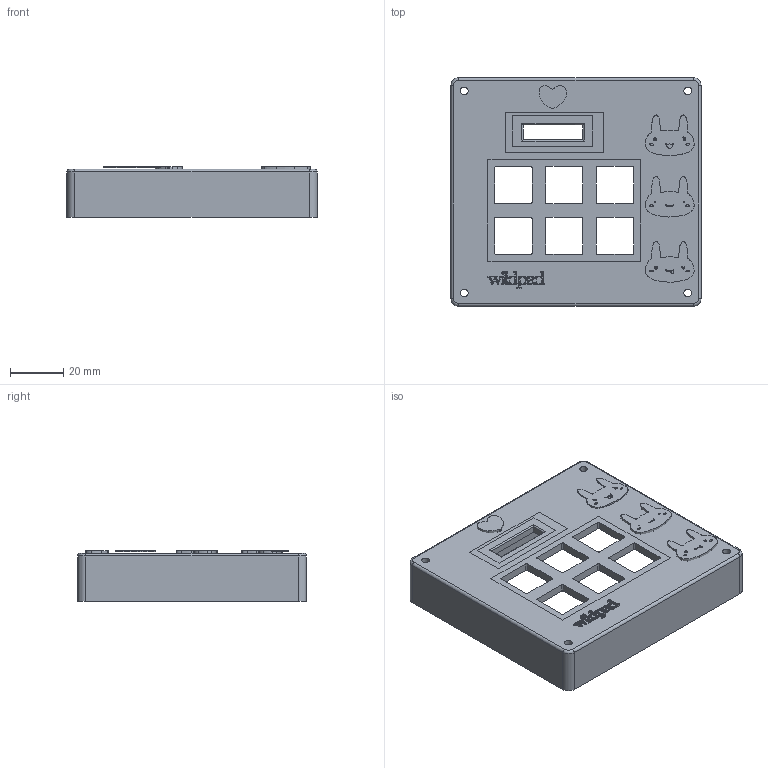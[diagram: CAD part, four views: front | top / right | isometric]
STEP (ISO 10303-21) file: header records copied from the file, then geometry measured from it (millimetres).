
FILE_DESCRIPTION(/* description */ (''),/* implementation_level */ '2;1');
FILE_NAME(/* name */ 'Top.step',/* time_stamp */ '2026-03-01T02:38:35+09:00',/* author */ (''),/* organization */ (''),/* preprocessor_version */ 'ST-DEVELOPER v20.1',/* originating_system */ 'Autodesk Translation Framework v14.24.0.0',/* authorisation */ '');
FILE_SCHEMA (('AUTOMOTIVE_DESIGN { 1 0 10303 214 3 1 1 }'));
Length unit declared in the file: millimetre
Products named in the file (1): 2026-02-19-23-42-29-348
Bounding box: 93.8 x 85.8 x 19 mm (x, y, z)
Volume: 68286.7 mm3; surface area: 29777 mm2
Topology: 8 solids, 8 shells, 641 faces, 1860 edges, 1236 vertices
Faces by surface type: bspline 459, plane 134, cylinder 44, torus 4
Full cylindrical faces by diameter (mm): 2.9 x4
Entity records: 22659 total; most frequent: CARTESIAN_POINT 9765, ORIENTED_EDGE 3720, EDGE_CURVE 1860, DIRECTION 1396, VERTEX_POINT 1236, LINE 854, VECTOR 854, EDGE_LOOP 736
